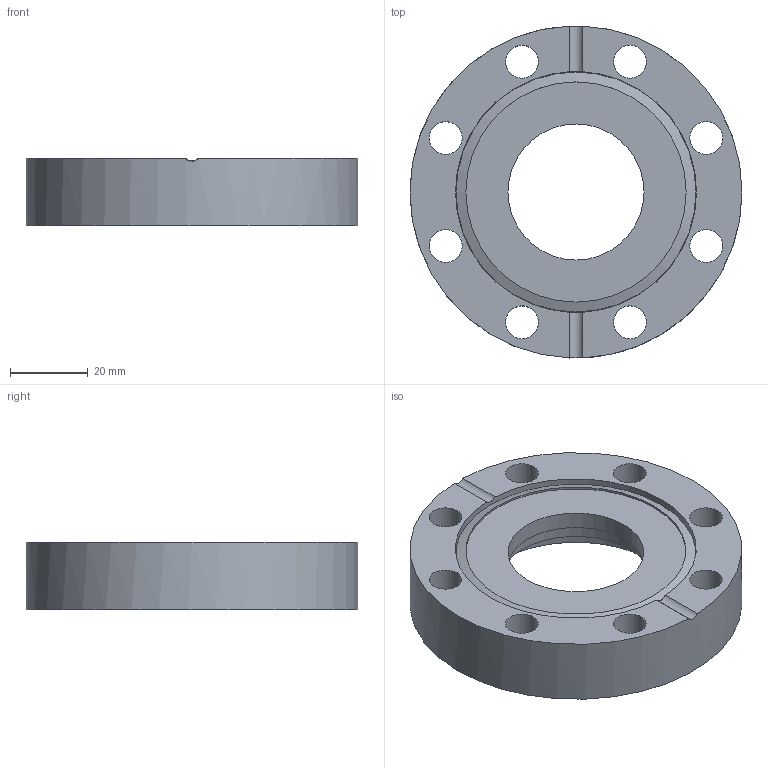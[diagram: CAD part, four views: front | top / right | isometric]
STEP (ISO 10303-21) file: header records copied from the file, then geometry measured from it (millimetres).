
FILE_DESCRIPTION(/* description */ (''),/* implementation_level */ '2;1');
FILE_NAME(/* name */ '5000095a.stp',/* time_stamp */ '2019-07-10T07:57:26-04:00',/* author */ ('Glen_C'),/* organization */ (''),/* preprocessor_version */ 'ST-DEVELOPER v16.13',/* originating_system */ 'Autodesk Inventor 2018',/* authorisation */ '');
FILE_SCHEMA (('AUTOMOTIVE_DESIGN { 1 0 10303 214 3 1 1 }'));
Length unit declared in the file: inch
Products named in the file (1): 5000095_S
Bounding box: 85.22 x 85.22 x 17.27 mm (x, y, z)
Volume: 60455.9 mm3; surface area: 22883.8 mm2
Topology: 1 solids, 1 shells, 26 faces, 71 edges, 50 vertices
Faces by surface type: cylinder 17, plane 7, cone 2
Full cylindrical faces by diameter (mm): 8.433 x8, 34.925 x1, 38.354 x1, 54.356 x1, 56.515 x1, 61.595 x1, 61.849 x1, 85.217 x1
Entity records: 819 total; most frequent: CARTESIAN_POINT 160, DIRECTION 124, ORIENTED_EDGE 84, EDGE_LOOP 64, AXIS2_PLACEMENT_3D 60, EDGE_CURVE 42, FACE_BOUND 38, VERTEX_POINT 38
